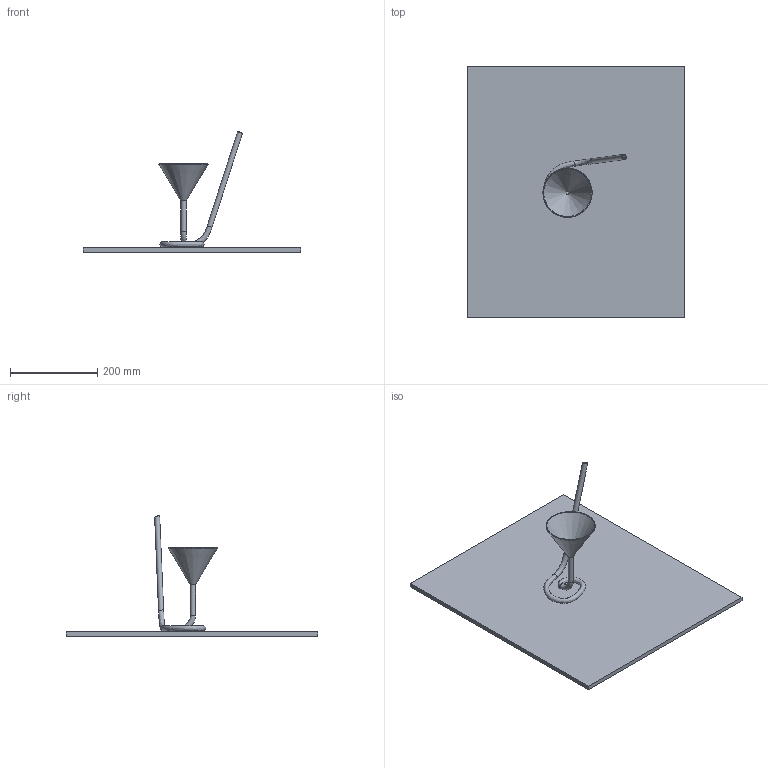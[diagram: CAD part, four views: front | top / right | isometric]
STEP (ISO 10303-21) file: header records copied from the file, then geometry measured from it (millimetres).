
FILE_DESCRIPTION(('FreeCAD Model'),'2;1');
FILE_NAME('Open CASCADE Shape Model','2025-05-04T08:31:05',('FreeCAD'),( 'FreeCAD'),'Open CASCADE STEP processor 7.6','FreeCAD','Unknown');
FILE_SCHEMA(('AUTOMOTIVE_DESIGN { 1 0 10303 214 1 1 1 1 }'));
Length unit declared in the file: millimetre
Products named in the file (1): Open CASCADE STEP translator 7.6 1
Bounding box: 499.19 x 577.67 x 276.1 mm (x, y, z)
Volume: 2964040.6 mm3; surface area: 679631.1 mm2
Topology: 2 solids, 2 shells, 25 faces, 48 edges, 27 vertices
Faces by surface type: plane 8, bspline 6, cylinder 4, cone 3, torus 2, extrusion 2
Full cylindrical faces by diameter (mm): 8 x2, 12 x2
Entity records: 3887 total; most frequent: CARTESIAN_POINT 3419, ORIENTED_EDGE 96, DIRECTION 89, EDGE_CURVE 48, AXIS2_PLACEMENT_3D 33, FACE_BOUND 27, EDGE_LOOP 27, VERTEX_POINT 27
